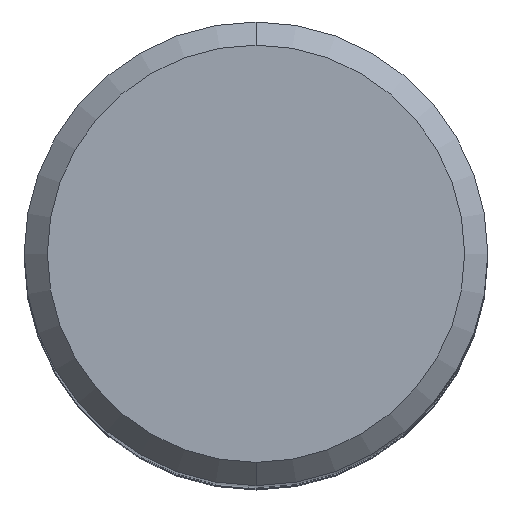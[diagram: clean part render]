
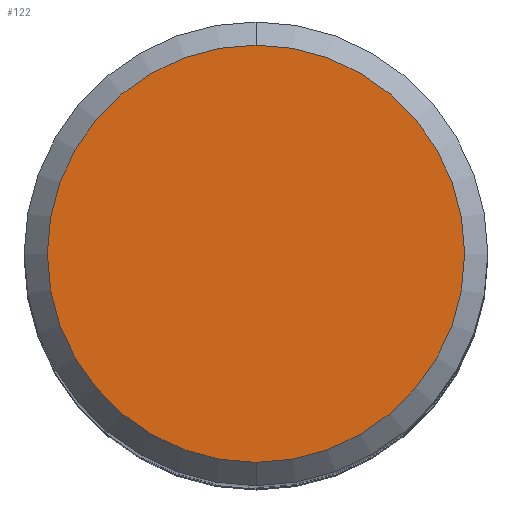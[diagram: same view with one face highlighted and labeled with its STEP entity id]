
A CAD part, top view. The second image highlights one B-rep face of the part: STEP entity #122.
In plain terms, the highlighted planar face has unit normal (0, 0, 1).
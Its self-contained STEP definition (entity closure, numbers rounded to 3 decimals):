
#122=ADVANCED_FACE('',(#312),#313,.T.);
#148=EDGE_CURVE('',#244,#158,#344,.T.);
#158=VERTEX_POINT('',#355);
#228=EDGE_CURVE('',#158,#244,#435,.T.);
#244=VERTEX_POINT('',#455);
#312=FACE_OUTER_BOUND('',#517,.T.);
#313=PLANE('',#518);
#344=CIRCLE('',#557,9.0);
#355=CARTESIAN_POINT('',(0.,-9.0,0.0));
#435=CIRCLE('',#672,9.0);
#455=CARTESIAN_POINT('',(0.0,9.0,0.0));
#517=EDGE_LOOP('',(#764,#765));
#518=AXIS2_PLACEMENT_3D('',#766,#767,#768);
#557=AXIS2_PLACEMENT_3D('',#819,#820,#821);
#672=AXIS2_PLACEMENT_3D('',#939,#940,#941);
#764=ORIENTED_EDGE('',*,*,#148,.F.);
#765=ORIENTED_EDGE('',*,*,#228,.F.);
#766=CARTESIAN_POINT('',(0.0,4.5,0.0));
#767=DIRECTION('',(-0.0,0.0,1.0));
#768=DIRECTION('',(0.0,-1.0,0.0));
#819=CARTESIAN_POINT('',(0.0,0.0,0.0));
#820=DIRECTION('',(0.0,0.0,-1.0));
#821=DIRECTION('',(0.0,1.0,0.0));
#939=CARTESIAN_POINT('',(0.0,0.0,0.0));
#940=DIRECTION('',(0.0,0.0,-1.0));
#941=DIRECTION('',(0.0,1.0,0.0));
